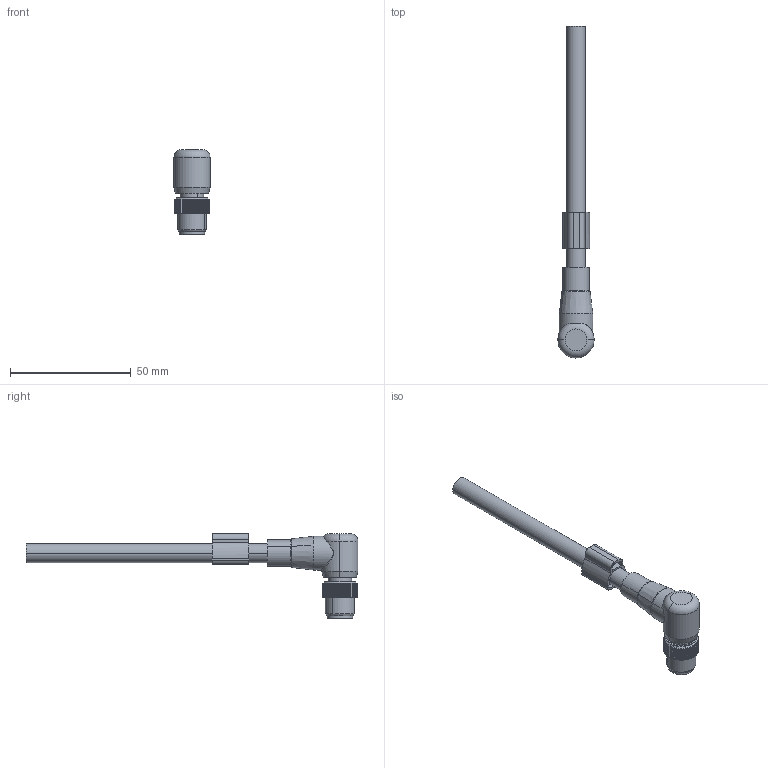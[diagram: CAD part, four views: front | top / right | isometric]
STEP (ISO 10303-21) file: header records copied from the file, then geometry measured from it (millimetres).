
FILE_DESCRIPTION(('CATIA V5 STEP Exchange','CAx-IF Rec.Pracs.--- Model Styling and Organization---1.4--- 2014-01-23'),'2;1');
FILE_NAME ('005136-3_0_1061971000_1061971000.stp','2020-04-14T06:03:14+00:00',('none'),('Weidmueller'),'CATIA Version 5-6 Release 2016 SP3 HF44','CATIA V5 STEP AP214','none');
FILE_SCHEMA(('AUTOMOTIVE_DESIGN { 1 0 10303 214 1 1 1 1 }'));
Length unit declared in the file: millimetre
Products named in the file (1): 1061971000
Bounding box: 15 x 137.5 x 35.08 mm (x, y, z)
Volume: 13142.4 mm3; surface area: 10939.9 mm2
Topology: 11 solids, 11 shells, 1004 faces, 2630 edges, 1666 vertices
Faces by surface type: cylinder 372, plane 291, cone 140, torus 121, bspline 54, sphere 14, extrusion 8, revolution 4
Entity records: 31219 total; most frequent: CARTESIAN_POINT 9686, ORIENTED_EDGE 5208, DIRECTION 3053, EDGE_CURVE 2604, VERTEX_POINT 1666, AXIS2_PLACEMENT_3D 1564, EDGE_LOOP 1088, ADVANCED_FACE 1004
